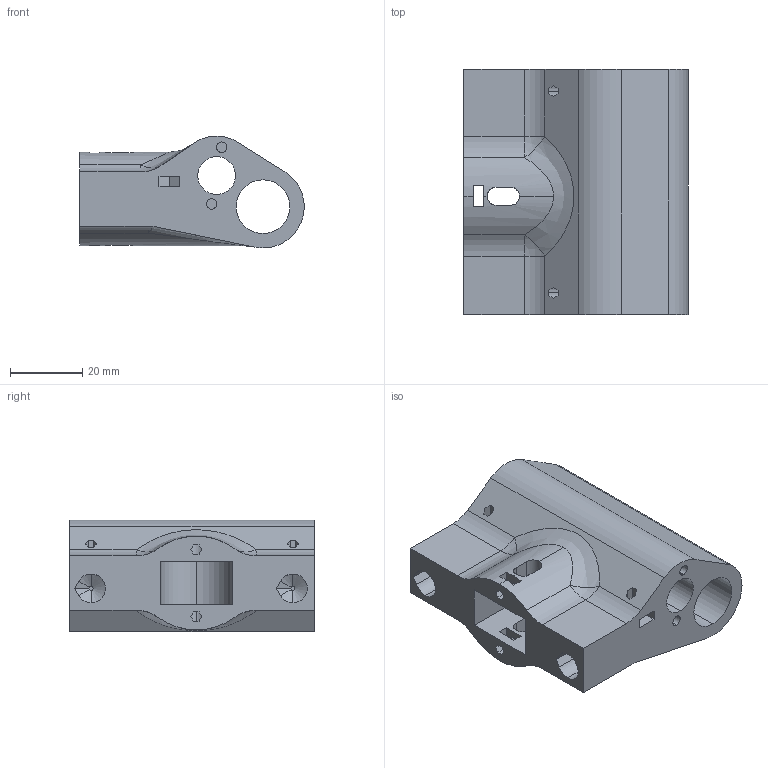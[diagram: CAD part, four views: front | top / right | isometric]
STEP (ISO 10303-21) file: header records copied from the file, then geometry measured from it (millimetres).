
FILE_DESCRIPTION (( 'USING AP203' ), '1' );
FILE_NAME ('x-axis-holders-right.STEP', '2024-07-05T14:47:11', ( '' ), ( '' ), '', '', '' );
FILE_SCHEMA (( 'CONFIG_CONTROL_DESIGN' ));
Length unit declared in the file: millimetre
Products named in the file (1): x-axis-holders-right
Bounding box: 62.32 x 68 x 31.06 mm (x, y, z)
Volume: 64874.9 mm3; surface area: 22328.8 mm2
Topology: 1 solids, 1 shells, 146 faces, 403 edges, 261 vertices
Faces by surface type: plane 98, cylinder 36, cone 6, sphere 4, bspline 2
Entity records: 4968 total; most frequent: CARTESIAN_POINT 1115, ORIENTED_EDGE 806, DIRECTION 758, EDGE_CURVE 403, VECTOR 282, LINE 282, VERTEX_POINT 261, AXIS2_PLACEMENT_3D 238
